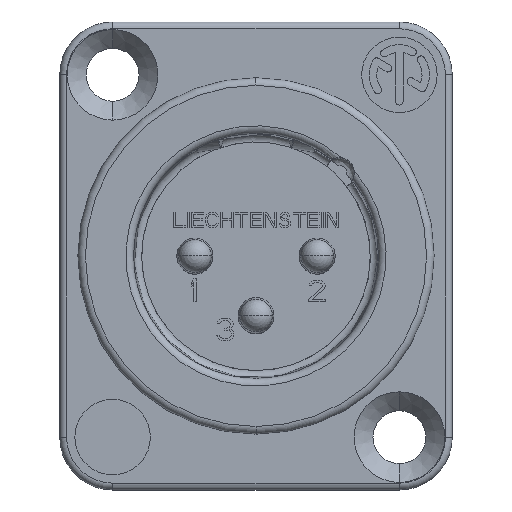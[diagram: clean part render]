
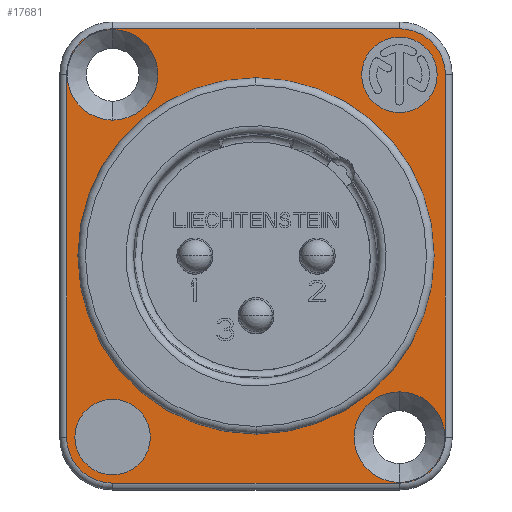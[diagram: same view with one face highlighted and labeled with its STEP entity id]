
A CAD part, top view. The second image highlights one B-rep face of the part: STEP entity #17681.
In plain terms, the highlighted planar face has unit normal (0, 0, 1).
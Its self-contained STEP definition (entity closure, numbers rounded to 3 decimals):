
#1618=CARTESIAN_POINT('',(0.,0.,2.));
#1619=DIRECTION('',(0.,0.,-1.));
#1620=DIRECTION('',(0.,-1.,0.));
#1621=AXIS2_PLACEMENT_3D('',#1618,#1619,#1620);
#1623=CARTESIAN_POINT('',(0.,0.,2.));
#1624=DIRECTION('',(0.,0.,1.));
#1625=DIRECTION('',(0.,-1.,0.));
#1626=AXIS2_PLACEMENT_3D('',#1623,#1624,#1625);
#1628=CARTESIAN_POINT('',(-9.5,12.,2.));
#1629=DIRECTION('',(0.,0.,1.));
#1630=DIRECTION('',(1.,0.,0.));
#1631=AXIS2_PLACEMENT_3D('',#1628,#1629,#1630);
#1633=CARTESIAN_POINT('',(-9.5,12.,2.));
#1634=DIRECTION('',(0.,0.,1.));
#1635=DIRECTION('',(-1.,0.,0.));
#1636=AXIS2_PLACEMENT_3D('',#1633,#1634,#1635);
#1638=CARTESIAN_POINT('',(9.5,-12.,2.));
#1639=DIRECTION('',(0.,0.,1.));
#1640=DIRECTION('',(1.,0.,0.));
#1641=AXIS2_PLACEMENT_3D('',#1638,#1639,#1640);
#1643=CARTESIAN_POINT('',(9.5,-12.,2.));
#1644=DIRECTION('',(0.,0.,1.));
#1645=DIRECTION('',(-1.,0.,0.));
#1646=AXIS2_PLACEMENT_3D('',#1643,#1644,#1645);
#1648=CARTESIAN_POINT('',(-9.5,-12.,2.));
#1649=DIRECTION('',(0.,0.,1.));
#1650=DIRECTION('',(1.,0.,0.));
#1651=AXIS2_PLACEMENT_3D('',#1648,#1649,#1650);
#1653=CARTESIAN_POINT('',(-9.5,-12.,2.));
#1654=DIRECTION('',(0.,0.,1.));
#1655=DIRECTION('',(-1.,0.,0.));
#1656=AXIS2_PLACEMENT_3D('',#1653,#1654,#1655);
#1658=CARTESIAN_POINT('',(9.5,12.,2.));
#1659=DIRECTION('',(0.,0.,1.));
#1660=DIRECTION('',(1.,0.,0.));
#1661=AXIS2_PLACEMENT_3D('',#1658,#1659,#1660);
#1663=CARTESIAN_POINT('',(9.5,12.,2.));
#1664=DIRECTION('',(0.,0.,1.));
#1665=DIRECTION('',(-1.,0.,0.));
#1666=AXIS2_PLACEMENT_3D('',#1663,#1664,#1665);
#1668=CARTESIAN_POINT('',(9.5,12.,2.));
#1669=DIRECTION('',(0.,0.,1.));
#1670=DIRECTION('',(1.,0.,0.));
#1671=AXIS2_PLACEMENT_3D('',#1668,#1669,#1670);
#1673=DIRECTION('',(0.,1.,0.));
#1674=VECTOR('',#1673,24.);
#1675=CARTESIAN_POINT('',(12.55,-12.,2.));
#1676=LINE('',#1675,#1674);
#1677=CARTESIAN_POINT('',(9.5,-12.,2.));
#1678=DIRECTION('',(0.,0.,1.));
#1679=DIRECTION('',(0.,-1.,0.));
#1680=AXIS2_PLACEMENT_3D('',#1677,#1678,#1679);
#1682=DIRECTION('',(1.,0.,0.));
#1683=VECTOR('',#1682,19.);
#1684=CARTESIAN_POINT('',(-9.5,-15.05,2.));
#1685=LINE('',#1684,#1683);
#1686=CARTESIAN_POINT('',(-9.5,-12.,2.));
#1687=DIRECTION('',(0.,0.,1.));
#1688=DIRECTION('',(-1.,0.,0.));
#1689=AXIS2_PLACEMENT_3D('',#1686,#1687,#1688);
#1691=DIRECTION('',(0.,-1.,0.));
#1692=VECTOR('',#1691,24.);
#1693=CARTESIAN_POINT('',(-12.55,12.,2.));
#1694=LINE('',#1693,#1692);
#1695=CARTESIAN_POINT('',(-9.5,12.,2.));
#1696=DIRECTION('',(0.,0.,1.));
#1697=DIRECTION('',(0.,1.,0.));
#1698=AXIS2_PLACEMENT_3D('',#1695,#1696,#1697);
#1700=DIRECTION('',(-1.,0.,0.));
#1701=VECTOR('',#1700,19.);
#1702=CARTESIAN_POINT('',(9.5,15.05,2.));
#1703=LINE('',#1702,#1701);
#12993=CARTESIAN_POINT('',(0.,-11.8,2.));
#12994=CARTESIAN_POINT('',(0.,11.8,2.));
#12995=VERTEX_POINT('',#12993);
#12996=VERTEX_POINT('',#12994);
#13013=CARTESIAN_POINT('',(12.55,12.,2.));
#13014=CARTESIAN_POINT('',(9.5,15.05,2.));
#13015=VERTEX_POINT('',#13013);
#13016=VERTEX_POINT('',#13014);
#13021=CARTESIAN_POINT('',(-9.5,15.05,2.));
#13022=VERTEX_POINT('',#13021);
#13025=CARTESIAN_POINT('',(-12.55,12.,2.));
#13026=VERTEX_POINT('',#13025);
#13029=CARTESIAN_POINT('',(-12.55,-12.,2.));
#13030=VERTEX_POINT('',#13029);
#13033=CARTESIAN_POINT('',(-9.5,-15.05,2.));
#13034=VERTEX_POINT('',#13033);
#13037=CARTESIAN_POINT('',(9.5,-15.05,2.));
#13038=VERTEX_POINT('',#13037);
#13041=CARTESIAN_POINT('',(12.55,-12.,2.));
#13042=VERTEX_POINT('',#13041);
#13045=CARTESIAN_POINT('',(-6.5,12.,2.));
#13046=CARTESIAN_POINT('',(-12.5,12.,2.));
#13047=VERTEX_POINT('',#13045);
#13048=VERTEX_POINT('',#13046);
#13049=CARTESIAN_POINT('',(12.5,-12.,2.));
#13050=CARTESIAN_POINT('',(6.5,-12.,2.));
#13051=VERTEX_POINT('',#13049);
#13052=VERTEX_POINT('',#13050);
#13106=CARTESIAN_POINT('',(-7.,-12.,2.));
#13107=CARTESIAN_POINT('',(-12.,-12.,2.));
#13108=VERTEX_POINT('',#13106);
#13109=VERTEX_POINT('',#13107);
#13110=CARTESIAN_POINT('',(12.,12.,2.));
#13111=CARTESIAN_POINT('',(7.,12.,2.));
#13112=VERTEX_POINT('',#13110);
#13113=VERTEX_POINT('',#13111);
#17629=CARTESIAN_POINT('',(0.,0.,2.));
#17630=DIRECTION('',(0.,0.,1.));
#17631=DIRECTION('',(0.,1.,0.));
#17632=AXIS2_PLACEMENT_3D('',#17629,#17630,#17631);
#17633=PLANE('',#17632);
#17635=ORIENTED_EDGE('',*,*,#17634,.F.);
#17637=ORIENTED_EDGE('',*,*,#17636,.F.);
#17639=ORIENTED_EDGE('',*,*,#17638,.F.);
#17641=ORIENTED_EDGE('',*,*,#17640,.F.);
#17643=ORIENTED_EDGE('',*,*,#17642,.F.);
#17645=ORIENTED_EDGE('',*,*,#17644,.F.);
#17647=ORIENTED_EDGE('',*,*,#17646,.F.);
#17648=ORIENTED_EDGE('',*,*,#17619,.F.);
#17649=EDGE_LOOP('',(#17635,#17637,#17639,#17641,#17643,#17645,#17647,#17648));
#17650=FACE_OUTER_BOUND('',#17649,.F.);
#17652=ORIENTED_EDGE('',*,*,#17651,.T.);
#17654=ORIENTED_EDGE('',*,*,#17653,.T.);
#17655=EDGE_LOOP('',(#17652,#17654));
#17656=FACE_BOUND('',#17655,.F.);
#17658=ORIENTED_EDGE('',*,*,#17657,.T.);
#17660=ORIENTED_EDGE('',*,*,#17659,.T.);
#17661=EDGE_LOOP('',(#17658,#17660));
#17662=FACE_BOUND('',#17661,.F.);
#17664=ORIENTED_EDGE('',*,*,#17663,.T.);
#17666=ORIENTED_EDGE('',*,*,#17665,.T.);
#17667=EDGE_LOOP('',(#17664,#17666));
#17668=FACE_BOUND('',#17667,.F.);
#17670=ORIENTED_EDGE('',*,*,#17669,.T.);
#17672=ORIENTED_EDGE('',*,*,#17671,.T.);
#17673=EDGE_LOOP('',(#17670,#17672));
#17674=FACE_BOUND('',#17673,.F.);
#17676=ORIENTED_EDGE('',*,*,#17675,.F.);
#17678=ORIENTED_EDGE('',*,*,#17677,.T.);
#17679=EDGE_LOOP('',(#17676,#17678));
#17680=FACE_BOUND('',#17679,.F.);
#17681=ADVANCED_FACE('',(#17650,#17656,#17662,#17668,#17674,#17680),#17633,.T.);
#1622=CIRCLE('',#1621,11.8);
#1627=CIRCLE('',#1626,11.8);
#1632=CIRCLE('',#1631,3.);
#1637=CIRCLE('',#1636,3.);
#1642=CIRCLE('',#1641,3.);
#1647=CIRCLE('',#1646,3.);
#1652=CIRCLE('',#1651,2.5);
#1657=CIRCLE('',#1656,2.5);
#1662=CIRCLE('',#1661,2.5);
#1667=CIRCLE('',#1666,2.5);
#1672=CIRCLE('',#1671,3.05);
#1681=CIRCLE('',#1680,3.05);
#1690=CIRCLE('',#1689,3.05);
#1699=CIRCLE('',#1698,3.05);
#17619=EDGE_CURVE('',#13016,#13022,#1703,.T.);
#17634=EDGE_CURVE('',#13015,#13016,#1672,.T.);
#17636=EDGE_CURVE('',#13042,#13015,#1676,.T.);
#17638=EDGE_CURVE('',#13038,#13042,#1681,.T.);
#17640=EDGE_CURVE('',#13034,#13038,#1685,.T.);
#17642=EDGE_CURVE('',#13030,#13034,#1690,.T.);
#17644=EDGE_CURVE('',#13026,#13030,#1694,.T.);
#17646=EDGE_CURVE('',#13022,#13026,#1699,.T.);
#17651=EDGE_CURVE('',#13047,#13048,#1632,.T.);
#17653=EDGE_CURVE('',#13048,#13047,#1637,.T.);
#17657=EDGE_CURVE('',#13051,#13052,#1642,.T.);
#17659=EDGE_CURVE('',#13052,#13051,#1647,.T.);
#17663=EDGE_CURVE('',#13108,#13109,#1652,.T.);
#17665=EDGE_CURVE('',#13109,#13108,#1657,.T.);
#17669=EDGE_CURVE('',#13112,#13113,#1662,.T.);
#17671=EDGE_CURVE('',#13113,#13112,#1667,.T.);
#17675=EDGE_CURVE('',#12995,#12996,#1622,.T.);
#17677=EDGE_CURVE('',#12995,#12996,#1627,.T.);
